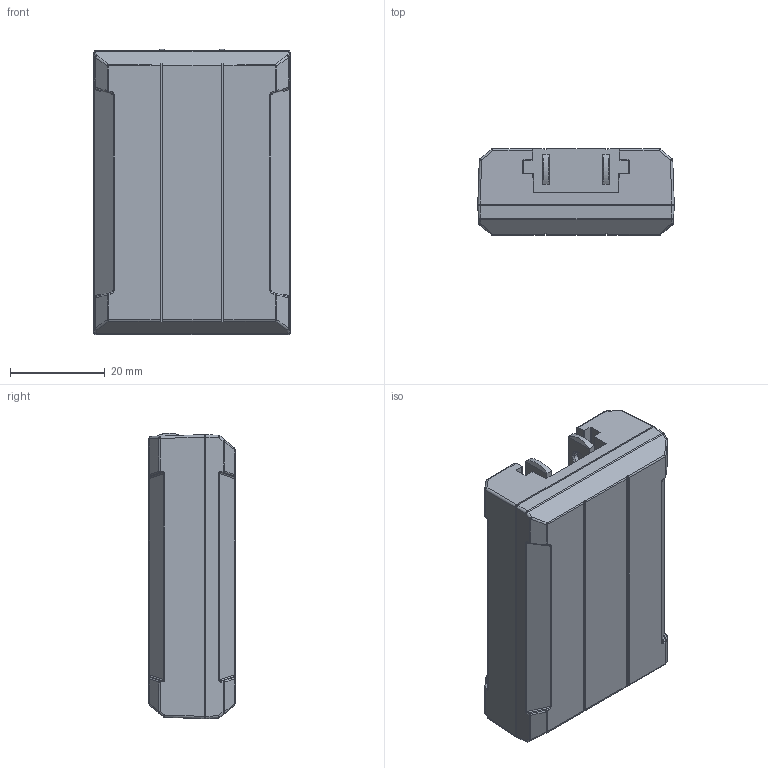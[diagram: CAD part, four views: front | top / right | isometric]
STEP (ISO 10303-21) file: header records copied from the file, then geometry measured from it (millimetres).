
FILE_DESCRIPTION (( 'STEP AP214' ), '1' );
FILE_NAME ('MED-outline_20220801.STEP', '2022-08-01T01:03:26', ( 'Sky123.Org' ), ( 'Sky123.Org' ), 'SwSTEP 2.0', 'SolidWorks 2014', '' );
FILE_SCHEMA (( 'AUTOMOTIVE_DESIGN' ));
Length unit declared in the file: millimetre
Products named in the file (34): ____1_1; D-111-00005_1; AC_BLADE_1; R-0805-131-00032_1; C-105-00027_1; MED-outline_20220801; R-1206-131-00029_1; BD1-139-00001_1; T-137-00001_1; D-111-00007_1; LF1-116-00004_1; MED-NEW-TOP_COVER_20181018; LF3-116-00005_1; MED-NEW-BOTTOM_COVER_20181018; C-105-00033_1; MED-NEW-20171019_ASM_15_ASM; CBB-105-00034_1; MED-01-PCBA-REV8C_ASM_1_ASM; C-105-00117_1; TAPE_1; C-105-00032_1; FUSE_1; USB-PT-SW-B_ASM_1_ASM; R-0603-131-00035_1; ____2_1; C-105-00031_1; C-105-00030_1; MED-01-PCB-REV08_1; D-111-00006_1; C-105-00029_1; U-115-00002_1
Assembly tree (12 placements, depth 5):
  D-111-00005_1
  R-0805-131-00032_1
  C-105-00027_1
  MED-outline_20220801
    MED-NEW-20171019_ASM_15_ASM
      AC_BLADE_1
      USB-PT-SW-B_ASM_1_ASM
        ____1_1
        ____2_1
      MED-01-PCBA-REV8C_ASM_1_ASM
        MED-01-PCB-REV08_1
        USB-PT-SW-B_ASM_1_ASM
          ____1_1
          ____2_1
    MED-NEW-BOTTOM_COVER_20181018
    MED-NEW-TOP_COVER_20181018
  R-1206-131-00029_1
Bounding box: 41.5 x 18.2 x 60.29 mm (x, y, z)
Volume: 12527.7 mm3; surface area: 18437.9 mm2
Topology: 9 solids, 9 shells, 530 faces, 1361 edges, 859 vertices
Faces by surface type: plane 309, cylinder 152, bspline 60, cone 9
Entity records: 19884 total; most frequent: CARTESIAN_POINT 7129, ORIENTED_EDGE 2718, DIRECTION 2180, EDGE_CURVE 1359, VECTOR 940, LINE 940, VERTEX_POINT 859, AXIS2_PLACEMENT_3D 620
